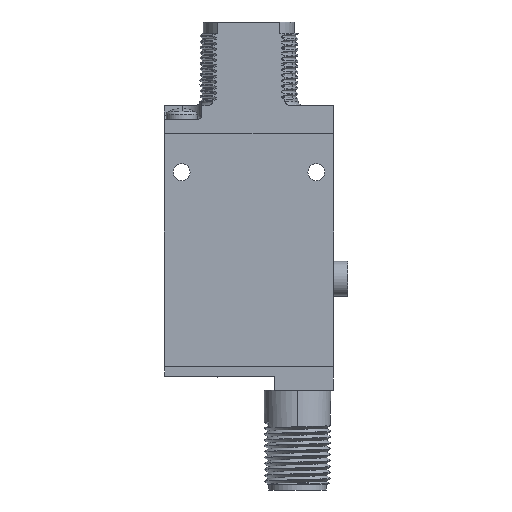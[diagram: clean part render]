
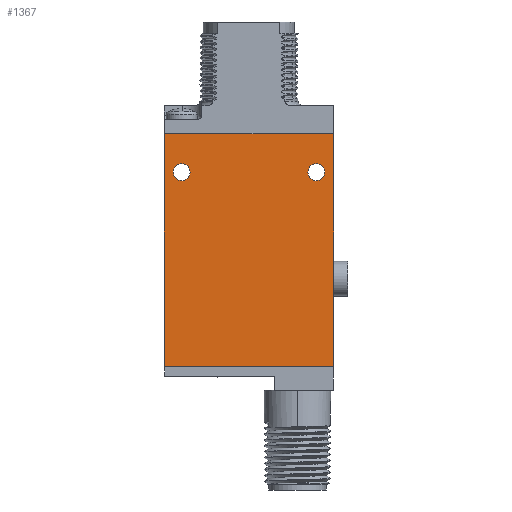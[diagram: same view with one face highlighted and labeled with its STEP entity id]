
A CAD part, left-side view. The second image highlights one B-rep face of the part: STEP entity #1367.
In plain terms, the highlighted face is planar.
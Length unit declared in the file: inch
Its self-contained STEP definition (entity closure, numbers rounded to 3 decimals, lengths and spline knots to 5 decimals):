
#2=DIRECTION('',(1.,0.,0.));
#3=VECTOR('',#2,1.66);
#4=CARTESIAN_POINT('',(0.,0.,-0.236));
#5=LINE('',#4,#3);
#6=DIRECTION('',(0.,1.,0.));
#7=VECTOR('',#6,1.21);
#8=CARTESIAN_POINT('',(1.66,0.,-0.236));
#9=LINE('',#8,#7);
#10=DIRECTION('',(-1.,0.,0.));
#11=VECTOR('',#10,1.66);
#12=CARTESIAN_POINT('',(1.66,1.21,-0.236));
#13=LINE('',#12,#11);
#14=DIRECTION('',(0.,-1.,0.));
#15=VECTOR('',#14,1.21);
#16=CARTESIAN_POINT('',(0.,1.21,-0.236));
#17=LINE('',#16,#15);
#18=CARTESIAN_POINT('',(0.275,1.085,-0.236));
#19=DIRECTION('',(0.,0.,1.));
#20=DIRECTION('',(1.,0.,0.));
#21=AXIS2_PLACEMENT_3D('',#18,#19,#20);
#23=CARTESIAN_POINT('',(0.275,1.085,-0.236));
#24=DIRECTION('',(0.,0.,1.));
#25=DIRECTION('',(-1.,0.,0.));
#26=AXIS2_PLACEMENT_3D('',#23,#24,#25);
#28=CARTESIAN_POINT('',(0.275,0.125,-0.236));
#29=DIRECTION('',(0.,0.,1.));
#30=DIRECTION('',(1.,0.,0.));
#31=AXIS2_PLACEMENT_3D('',#28,#29,#30);
#33=CARTESIAN_POINT('',(0.275,0.125,-0.236));
#34=DIRECTION('',(0.,0.,1.));
#35=DIRECTION('',(-1.,0.,0.));
#36=AXIS2_PLACEMENT_3D('',#33,#34,#35);
#1042=CARTESIAN_POINT('',(0.,0.,-0.236));
#1043=CARTESIAN_POINT('',(1.66,0.,-0.236));
#1044=VERTEX_POINT('',#1042);
#1045=VERTEX_POINT('',#1043);
#1046=CARTESIAN_POINT('',(1.66,1.21,-0.236));
#1047=VERTEX_POINT('',#1046);
#1048=CARTESIAN_POINT('',(0.,1.21,-0.236));
#1049=VERTEX_POINT('',#1048);
#1066=CARTESIAN_POINT('',(0.335,1.085,-0.236));
#1067=CARTESIAN_POINT('',(0.215,1.085,-0.236));
#1068=VERTEX_POINT('',#1066);
#1069=VERTEX_POINT('',#1067);
#1070=CARTESIAN_POINT('',(0.335,0.125,-0.236));
#1071=CARTESIAN_POINT('',(0.215,0.125,-0.236));
#1072=VERTEX_POINT('',#1070);
#1073=VERTEX_POINT('',#1071);
#1340=CARTESIAN_POINT('',(0.,0.,-0.236));
#1341=DIRECTION('',(0.,0.,1.));
#1342=DIRECTION('',(1.,0.,0.));
#1343=AXIS2_PLACEMENT_3D('',#1340,#1341,#1342);
#1344=PLANE('',#1343);
#1346=ORIENTED_EDGE('',*,*,#1345,.T.);
#1348=ORIENTED_EDGE('',*,*,#1347,.T.);
#1350=ORIENTED_EDGE('',*,*,#1349,.T.);
#1352=ORIENTED_EDGE('',*,*,#1351,.T.);
#1353=EDGE_LOOP('',(#1346,#1348,#1350,#1352));
#1354=FACE_OUTER_BOUND('',#1353,.F.);
#1356=ORIENTED_EDGE('',*,*,#1355,.F.);
#1358=ORIENTED_EDGE('',*,*,#1357,.F.);
#1359=EDGE_LOOP('',(#1356,#1358));
#1360=FACE_BOUND('',#1359,.F.);
#1362=ORIENTED_EDGE('',*,*,#1361,.F.);
#1364=ORIENTED_EDGE('',*,*,#1363,.F.);
#1365=EDGE_LOOP('',(#1362,#1364));
#1366=FACE_BOUND('',#1365,.F.);
#1367=ADVANCED_FACE('',(#1354,#1360,#1366),#1344,.F.);
#22=CIRCLE('',#21,0.06);
#27=CIRCLE('',#26,0.06);
#32=CIRCLE('',#31,0.06);
#37=CIRCLE('',#36,0.06);
#1345=EDGE_CURVE('',#1044,#1045,#5,.T.);
#1347=EDGE_CURVE('',#1045,#1047,#9,.T.);
#1349=EDGE_CURVE('',#1047,#1049,#13,.T.);
#1351=EDGE_CURVE('',#1049,#1044,#17,.T.);
#1355=EDGE_CURVE('',#1068,#1069,#22,.T.);
#1357=EDGE_CURVE('',#1069,#1068,#27,.T.);
#1361=EDGE_CURVE('',#1072,#1073,#32,.T.);
#1363=EDGE_CURVE('',#1073,#1072,#37,.T.);
